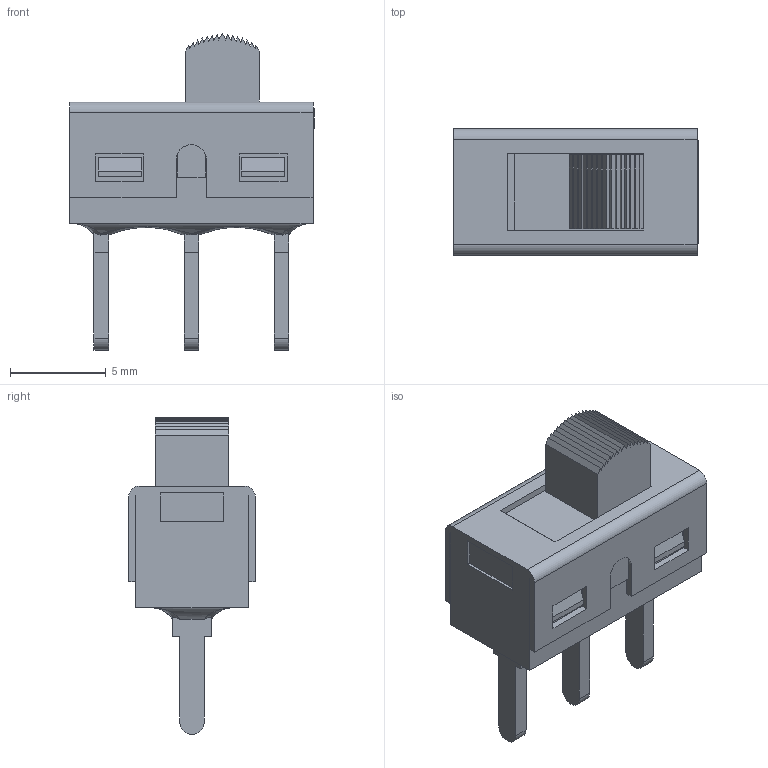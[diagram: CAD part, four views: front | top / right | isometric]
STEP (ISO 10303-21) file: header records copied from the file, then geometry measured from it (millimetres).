
FILE_DESCRIPTION((' '),'2;1');
FILE_NAME('500SSPxS4M2xEA.stp','2017-07-28T11:02:29',(' '),(' '),' ','ACIS',' ');
FILE_SCHEMA(('CONFIG_CONTROL_DESIGN'));
Length unit declared in the file: inch
Products named in the file (1): 500SSPxS4M2xEA.stp
Bounding box: 12.77 x 6.6 x 16.51 mm (x, y, z)
Volume: 338.5 mm3; surface area: 1050.7 mm2
Topology: 1 solids, 1 shells, 187 faces, 550 edges, 369 vertices
Faces by surface type: plane 160, cylinder 18, bspline 8, cone 1
Full cylindrical faces by diameter (mm): 2.4 x1
Entity records: 6780 total; most frequent: CARTESIAN_POINT 1671, ORIENTED_EDGE 1096, DIRECTION 943, EDGE_CURVE 548, VECTOR 457, LINE 457, VERTEX_POINT 369, AXIS2_PLACEMENT_3D 243
